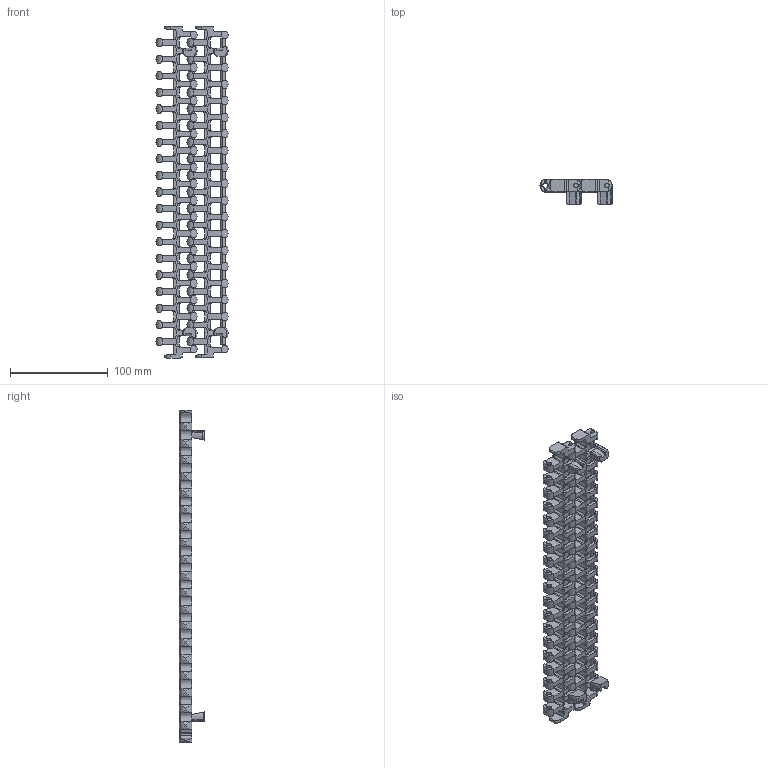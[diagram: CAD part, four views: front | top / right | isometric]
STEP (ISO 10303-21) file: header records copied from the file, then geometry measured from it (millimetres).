
FILE_DESCRIPTION (( 'STEP AP214' ), '1' );
FILE_NAME ('Rexnord-RADIUS 1255-RBP 1255 XLG 340.STEP', '2021-07-22T13:44:08', ( '' ), ( '' ), 'SwSTEP 2.0', 'SolidWorks 2021', '' );
FILE_SCHEMA (( 'AUTOMOTIVE_DESIGN' ));
Length unit declared in the file: millimetre
Products named in the file (5): Rexnord-RADIUS 1255-RBP 1255 XLG 340_positrack; Rexnord-RADIUS 1255-RBP 1255 XLG 340; Rexnord-RADIUS 1255-RBP 1255 XLG 340_pin; Rexnord-RADIUS 1255-RBP 1255 XLG 340_MAIN_1_XLG; Rexnord-RADIUS 1255-RBP 1255 XLG 340_POSI
Assembly tree (8 placements, depth 2):
  Rexnord-RADIUS 1255-RBP 1255 XLG 340
    Rexnord-RADIUS 1255-RBP 1255 XLG 340_MAIN_1_XLG  x2
    Rexnord-RADIUS 1255-RBP 1255 XLG 340_POSI  x2
    Rexnord-RADIUS 1255-RBP 1255 XLG 340_positrack  x2
    Rexnord-RADIUS 1255-RBP 1255 XLG 340_pin  x2
Bounding box: 73.91 x 25.7 x 340 mm (x, y, z)
Volume: 121481.5 mm3; surface area: 98185.2 mm2
Topology: 8 solids, 8 shells, 2420 faces, 7582 edges, 5022 vertices
Faces by surface type: cylinder 1516, plane 814, bspline 90
Entity records: 47195 total; most frequent: CARTESIAN_POINT 13980, ORIENTED_EDGE 7582, DIRECTION 6441, EDGE_CURVE 3791, VERTEX_POINT 2511, AXIS2_PLACEMENT_3D 2366, VECTOR 1709, LINE 1709
